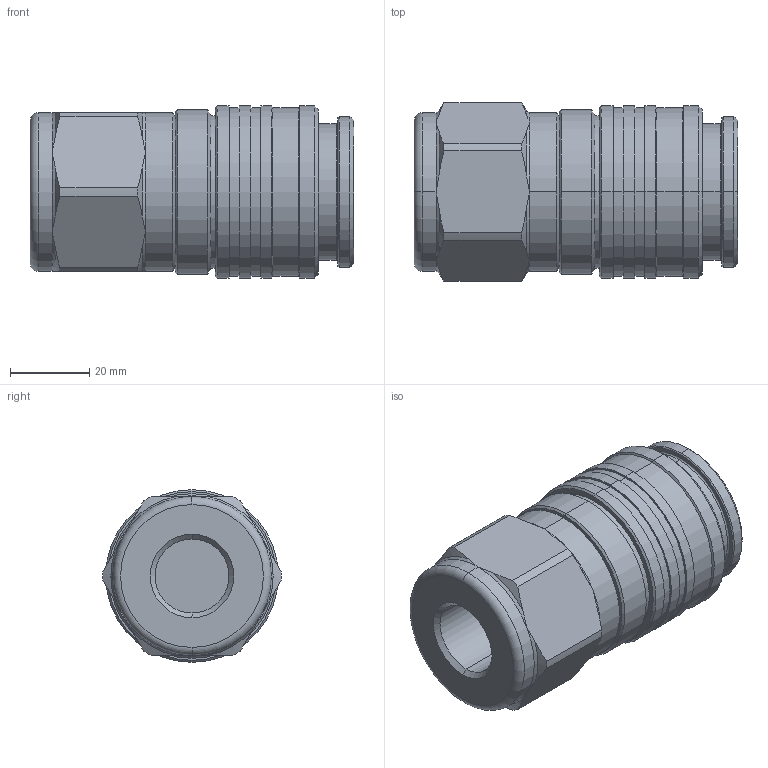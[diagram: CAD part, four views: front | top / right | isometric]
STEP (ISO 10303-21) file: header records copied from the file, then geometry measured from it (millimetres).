
FILE_DESCRIPTION (( 'STEP AP214' ), '1' );
FILE_NAME ('FF5010 C.STEP', '2015-08-28T12:17:04', ( 'admin' ), ( 'Microsoft' ), 'SwSTEP 2.0', 'SolidWorks 2009', '' );
FILE_SCHEMA (( 'AUTOMOTIVE_DESIGN' ));
Length unit declared in the file: millimetre
Products named in the file (1): FF5010 C
Bounding box: 81.5 x 44.99 x 43.5 mm (x, y, z)
Volume: 102873.8 mm3; surface area: 16354 mm2
Topology: 1 solids, 1 shells, 138 faces, 296 edges, 174 vertices
Faces by surface type: cylinder 48, cone 42, torus 26, plane 22
Entity records: 3891 total; most frequent: CARTESIAN_POINT 849, DIRECTION 690, ORIENTED_EDGE 592, AXIS2_PLACEMENT_3D 303, EDGE_CURVE 296, VERTEX_POINT 174, CIRCLE 164, EDGE_LOOP 152
